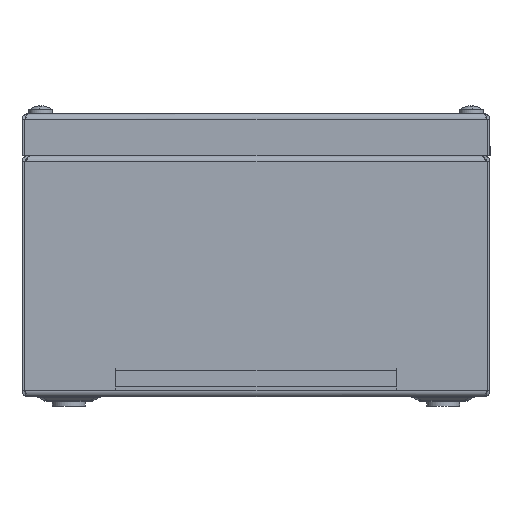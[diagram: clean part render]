
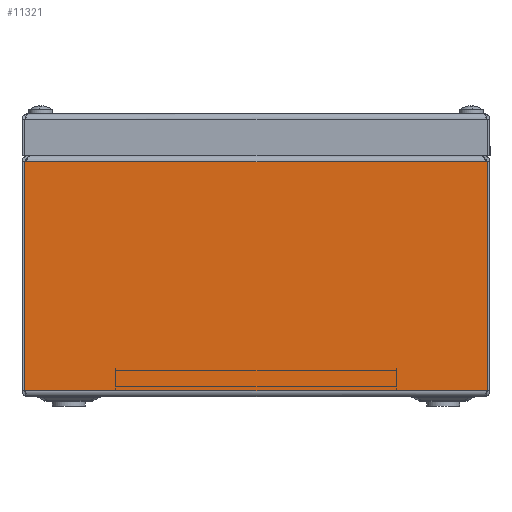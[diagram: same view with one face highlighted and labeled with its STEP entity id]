
A CAD part, left-side view. The second image highlights one B-rep face of the part: STEP entity #11321.
In plain terms, the highlighted planar face has unit normal (-1, 0, 0).
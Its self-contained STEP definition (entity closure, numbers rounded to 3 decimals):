
#1092 = CARTESIAN_POINT ( 'NONE',  ( -200., 98.743, 2.5 ) ) ;
#1202 = CARTESIAN_POINT ( 'NONE',  ( -200., -2100., 2.5 ) ) ;
#1288 = LINE ( 'NONE', #1202, #11707 ) ;
#3308 = VERTEX_POINT ( 'NONE', #5360 ) ;
#3313 = DIRECTION ( 'NONE',  ( 0., 1., 0. ) ) ;
#3745 = LINE ( 'NONE', #4478, #3786 ) ;
#3786 = VECTOR ( 'NONE', #4462, 1000. ) ;
#3809 = AXIS2_PLACEMENT_3D ( 'NONE', #14944, #14694, #14535 ) ;
#4462 = DIRECTION ( 'NONE',  ( 0., 0., 1. ) ) ;
#4478 = CARTESIAN_POINT ( 'NONE',  ( -200., 98.743, 103. ) ) ;
#5360 = CARTESIAN_POINT ( 'NONE',  ( -200., 98.743, 100.5 ) ) ;
#5967 = VECTOR ( 'NONE', #6107, 1000. ) ;
#6107 = DIRECTION ( 'NONE',  ( 0., 1., 0. ) ) ;
#6167 = CARTESIAN_POINT ( 'NONE',  ( -200., -98.743, 100.5 ) ) ;
#6936 = LINE ( 'NONE', #6167, #5967 ) ;
#8509 = CARTESIAN_POINT ( 'NONE',  ( -200., -98.743, 103. ) ) ;
#8512 = DIRECTION ( 'NONE',  ( 0., 0., -1. ) ) ;
#8845 = ORIENTED_EDGE ( 'NONE', *, *, #9226, .F. ) ;
#9226 = EDGE_CURVE ( 'NONE', #11601, #14466, #1288, .T. ) ;
#9511 = ORIENTED_EDGE ( 'NONE', *, *, #11038, .F. ) ;
#9591 = CARTESIAN_POINT ( 'NONE',  ( -200., -98.743, 100.5 ) ) ;
#9623 = ORIENTED_EDGE ( 'NONE', *, *, #10966, .T. ) ;
#9654 = VERTEX_POINT ( 'NONE', #9591 ) ;
#10840 = EDGE_CURVE ( 'NONE', #9654, #11601, #11111, .T. ) ;
#10966 = EDGE_CURVE ( 'NONE', #9654, #3308, #6936, .T. ) ;
#11038 = EDGE_CURVE ( 'NONE', #14466, #3308, #3745, .T. ) ;
#11093 = VECTOR ( 'NONE', #8512, 1000. ) ;
#11111 = LINE ( 'NONE', #8509, #11093 ) ;
#11321 = ADVANCED_FACE ( 'NONE', ( #11642 ), #15356, .F. ) ;
#11601 = VERTEX_POINT ( 'NONE', #13994 ) ;
#11642 = FACE_OUTER_BOUND ( 'NONE', #12167, .T. ) ;
#11673 = ORIENTED_EDGE ( 'NONE', *, *, #10840, .F. ) ;
#11707 = VECTOR ( 'NONE', #3313, 1000. ) ;
#12167 = EDGE_LOOP ( 'NONE', ( #9623, #9511, #8845, #11673 ) ) ;
#13994 = CARTESIAN_POINT ( 'NONE',  ( -200., -98.743, 2.5 ) ) ;
#14466 = VERTEX_POINT ( 'NONE', #1092 ) ;
#14535 = DIRECTION ( 'NONE',  ( 0., 1., 0. ) ) ;
#14694 = DIRECTION ( 'NONE',  ( 1., 0., 0. ) ) ;
#14944 = CARTESIAN_POINT ( 'NONE',  ( -200., -2100., 103. ) ) ;
#15356 = PLANE ( 'NONE',  #3809 ) ;
